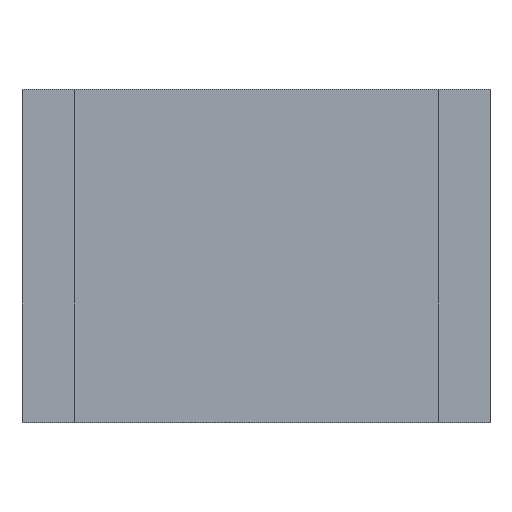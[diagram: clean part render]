
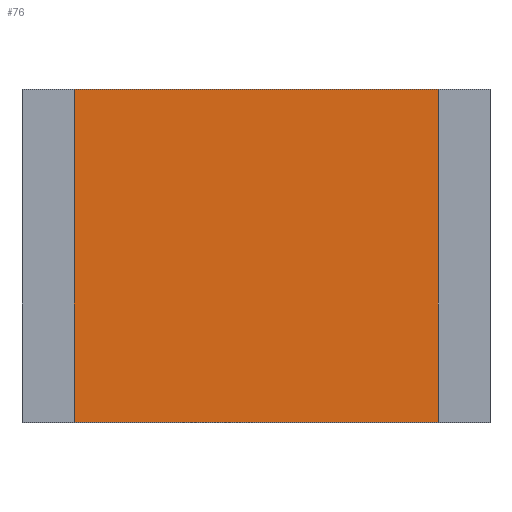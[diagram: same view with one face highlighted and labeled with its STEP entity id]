
A CAD part, top view. The second image highlights one B-rep face of the part: STEP entity #76.
In plain terms, the highlighted planar face has unit normal (0, 0, 1).
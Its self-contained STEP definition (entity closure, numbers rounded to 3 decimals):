
#76=ADVANCED_FACE('',(#101),#102,.F.);
#101=FACE_OUTER_BOUND('',#140,.T.);
#102=PLANE('',#141);
#140=EDGE_LOOP('',(#194,#195,#196,#197));
#141=AXIS2_PLACEMENT_3D('',#198,#199,#200);
#194=ORIENTED_EDGE('',*,*,#308,.F.);
#195=ORIENTED_EDGE('',*,*,#312,.F.);
#196=ORIENTED_EDGE('',*,*,#310,.F.);
#197=ORIENTED_EDGE('',*,*,#304,.F.);
#198=CARTESIAN_POINT('',(0.0,0.0,1.25));
#199=DIRECTION('',(0.0,0.0,-1.0));
#200=DIRECTION('',(0.0,-1.0,0.0));
#304=EDGE_CURVE('',#343,#345,#346,.T.);
#308=EDGE_CURVE('',#350,#343,#352,.T.);
#310=EDGE_CURVE('',#345,#355,#356,.T.);
#312=EDGE_CURVE('',#355,#350,#358,.T.);
#343=VERTEX_POINT('',#404);
#345=VERTEX_POINT('',#407);
#346=LINE('',#408,#409);
#350=VERTEX_POINT('',#415);
#352=LINE('',#418,#419);
#355=VERTEX_POINT('',#423);
#356=LINE('',#424,#425);
#358=LINE('',#428,#429);
#404=CARTESIAN_POINT('',(1.75,-1.6,1.25));
#407=CARTESIAN_POINT('',(-1.75,-1.6,1.25));
#408=CARTESIAN_POINT('',(0.,-1.6,1.25));
#409=VECTOR('',#498,1.0);
#415=CARTESIAN_POINT('',(1.75,1.6,1.25));
#418=CARTESIAN_POINT('',(1.75,0.,1.25));
#419=VECTOR('',#502,1.0);
#423=CARTESIAN_POINT('',(-1.75,1.6,1.25));
#424=CARTESIAN_POINT('',(-1.75,0.,1.25));
#425=VECTOR('',#504,1.0);
#428=CARTESIAN_POINT('',(0.,1.6,1.25));
#429=VECTOR('',#506,1.0);
#498=DIRECTION('',(-1000.0,0.,0.0));
#502=DIRECTION('',(0.,-1000.0,0.0));
#504=DIRECTION('',(0.,1000.0,0.0));
#506=DIRECTION('',(1000.0,0.,0.0));
